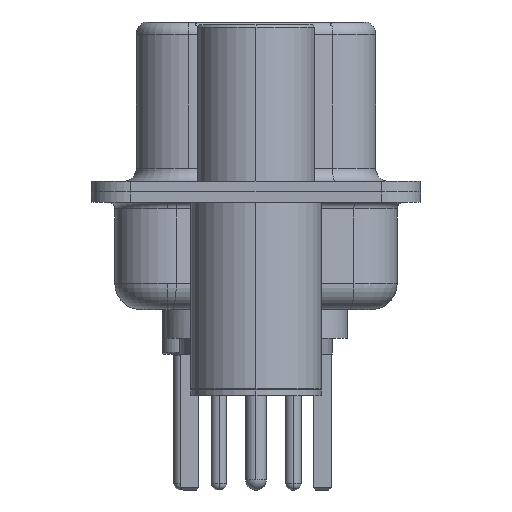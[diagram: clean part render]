
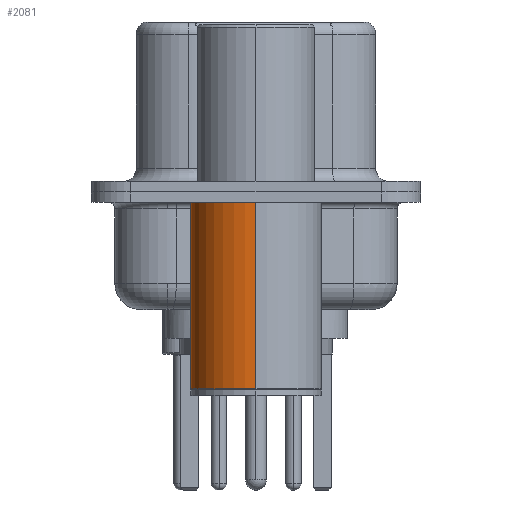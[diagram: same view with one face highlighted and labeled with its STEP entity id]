
A CAD part, left-side view. The second image highlights one B-rep face of the part: STEP entity #2081.
In plain terms, the highlighted cylindrical face has radius 2.5 mm (diameter 5 mm), a partial arc.
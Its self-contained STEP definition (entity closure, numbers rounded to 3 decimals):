
#465 = ORIENTED_EDGE ( 'NONE', *, *, #525, .T. ) ;
#525 = EDGE_CURVE ( 'NONE', #23569, #23058, #6484, .T. ) ;
#559 = EDGE_LOOP ( 'NONE', ( #465, #18654, #23545, #22261 ) ) ;
#1780 = CARTESIAN_POINT ( 'NONE',  ( 2.5, 0., -7.525 ) ) ;
#2081 = ADVANCED_FACE ( 'NONE', ( #13554 ), #7913, .T. ) ;
#3423 = LINE ( 'NONE', #23015, #18132 ) ;
#4018 = CARTESIAN_POINT ( 'NONE',  ( 0., 0., -0.4 ) ) ;
#4051 = LINE ( 'NONE', #11239, #14210 ) ;
#5521 = DIRECTION ( 'NONE',  ( 0., 0., 1. ) ) ;
#5976 = DIRECTION ( 'NONE',  ( 1., 0., 0. ) ) ;
#6434 = EDGE_CURVE ( 'NONE', #23569, #7268, #4051, .T. ) ;
#6484 = CIRCLE ( 'NONE', #17204, 2.5 ) ;
#6657 = AXIS2_PLACEMENT_3D ( 'NONE', #4018, #17446, #5976 ) ;
#6894 = CARTESIAN_POINT ( 'NONE',  ( 0., 0., -7.525 ) ) ;
#7268 = VERTEX_POINT ( 'NONE', #12596 ) ;
#7913 = CYLINDRICAL_SURFACE ( 'NONE', #17734, 2.5 ) ;
#9055 = DIRECTION ( 'NONE',  ( 0., 0., 1. ) ) ;
#11064 = CARTESIAN_POINT ( 'NONE',  ( 0., 0., 0.581 ) ) ;
#11239 = CARTESIAN_POINT ( 'NONE',  ( 2.5, 0., 0.581 ) ) ;
#12324 = VERTEX_POINT ( 'NONE', #20211 ) ;
#12596 = CARTESIAN_POINT ( 'NONE',  ( 2.5, 0., -0.4 ) ) ;
#12679 = EDGE_CURVE ( 'NONE', #7268, #12324, #20011, .T. ) ;
#13554 = FACE_OUTER_BOUND ( 'NONE', #559, .T. ) ;
#14210 = VECTOR ( 'NONE', #5521, 1000. ) ;
#15292 = EDGE_CURVE ( 'NONE', #23058, #12324, #3423, .T. ) ;
#15802 = DIRECTION ( 'NONE',  ( 1., 0., 0. ) ) ;
#17204 = AXIS2_PLACEMENT_3D ( 'NONE', #6894, #22442, #15802 ) ;
#17279 = DIRECTION ( 'NONE',  ( 0., 0., 1. ) ) ;
#17446 = DIRECTION ( 'NONE',  ( 0., 0., 1. ) ) ;
#17734 = AXIS2_PLACEMENT_3D ( 'NONE', #11064, #9055, #20022 ) ;
#18132 = VECTOR ( 'NONE', #17279, 1000. ) ;
#18654 = ORIENTED_EDGE ( 'NONE', *, *, #15292, .T. ) ;
#18663 = CARTESIAN_POINT ( 'NONE',  ( -2.5, 0., -7.525 ) ) ;
#20011 = CIRCLE ( 'NONE', #6657, 2.5 ) ;
#20022 = DIRECTION ( 'NONE',  ( 1., 0., 0. ) ) ;
#20211 = CARTESIAN_POINT ( 'NONE',  ( -2.5, 0., -0.4 ) ) ;
#22261 = ORIENTED_EDGE ( 'NONE', *, *, #6434, .F. ) ;
#22442 = DIRECTION ( 'NONE',  ( 0., 0., 1. ) ) ;
#23015 = CARTESIAN_POINT ( 'NONE',  ( -2.5, 0., 0.581 ) ) ;
#23058 = VERTEX_POINT ( 'NONE', #18663 ) ;
#23545 = ORIENTED_EDGE ( 'NONE', *, *, #12679, .F. ) ;
#23569 = VERTEX_POINT ( 'NONE', #1780 ) ;
